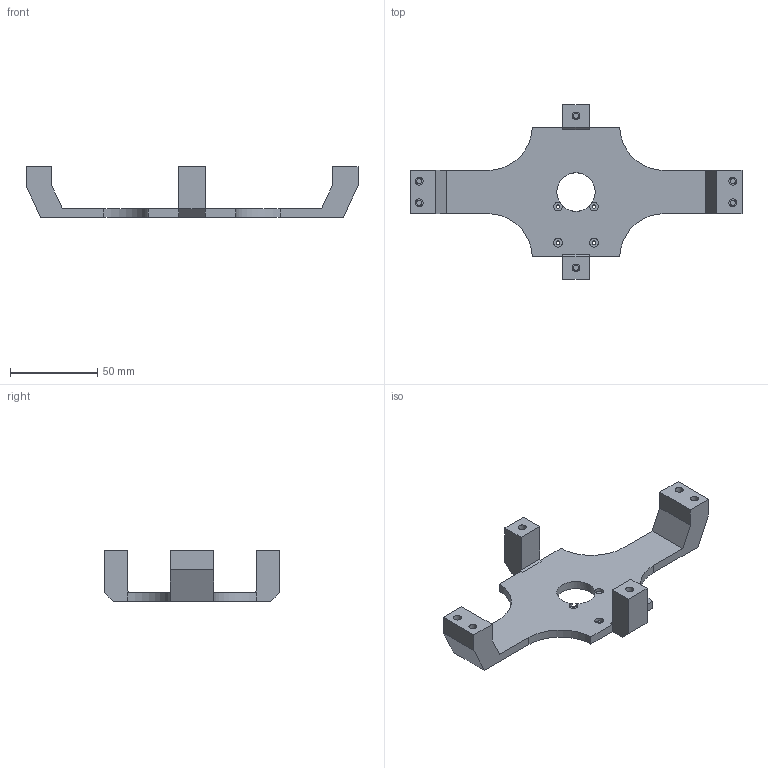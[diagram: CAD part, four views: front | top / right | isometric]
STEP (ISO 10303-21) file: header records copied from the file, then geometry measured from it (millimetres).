
FILE_DESCRIPTION(/* description */ (''),/* implementation_level */ '2;1');
FILE_NAME(/* name */ 'Claw Bottom Case.step',/* time_stamp */ '2025-09-14T20:53:36+08:00',/* author */ (''),/* organization */ (''),/* preprocessor_version */ 'ST-DEVELOPER v20.1',/* originating_system */ 'Autodesk Translation Framework v14.10.0.0',/* authorisation */ '');
FILE_SCHEMA (('AUTOMOTIVE_DESIGN { 1 0 10303 214 3 1 1 }'));
Length unit declared in the file: millimetre
Products named in the file (2): Hand; Runners
Assembly tree (1 placements, depth 2):
  Hand
    Runners
Bounding box: 190 x 100 x 29.13 mm (x, y, z)
Volume: 61668.7 mm3; surface area: 26080.3 mm2
Topology: 1 solids, 1 shells, 95 faces, 220 edges, 146 vertices
Faces by surface type: plane 64, cylinder 31
Full cylindrical faces by diameter (mm): 2 x4, 3 x12, 4.5 x6, 5 x2, 22 x1
Entity records: 2782 total; most frequent: DIRECTION 484, CARTESIAN_POINT 464, ORIENTED_EDGE 440, EDGE_CURVE 220, AXIS2_PLACEMENT_3D 166, LINE 152, VECTOR 152, VERTEX_POINT 146
